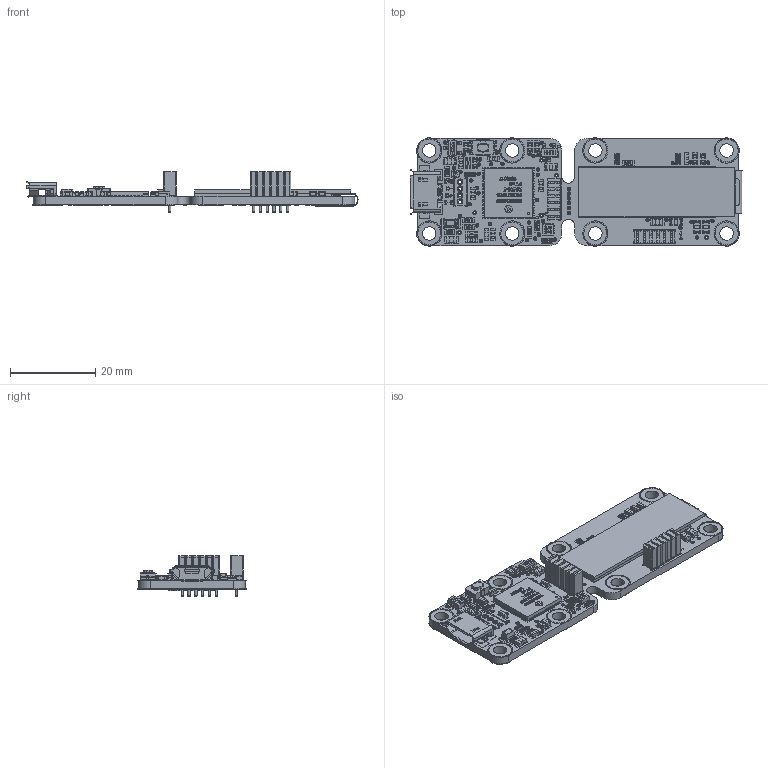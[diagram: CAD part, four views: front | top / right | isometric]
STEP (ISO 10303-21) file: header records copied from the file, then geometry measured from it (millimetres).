
FILE_DESCRIPTION(('FreeCAD Model'),'2;1');
FILE_NAME('Open CASCADE Shape Model','2025-04-30T10:53:24',('FreeCAD'),( 'FreeCAD'),'Open CASCADE STEP processor 7.6','FreeCAD','Unknown');
FILE_SCHEMA(('AUTOMOTIVE_DESIGN { 1 0 10303 214 1 1 1 1 }'));
Products named in the file (1): Open CASCADE STEP translator 7.6 1
Bounding box: 77.75 x 25.34 x 9.53 mm (x, y, z)
Volume: 4874 mm3; surface area: 9487.2 mm2
Topology: 65 solids, 65 shells, 6262 faces, 16140 edges, 10426 vertices
Faces by surface type: bspline 6262
Entity records: 199810 total; most frequent: CARTESIAN_POINT 103604, ORIENTED_EDGE 31944, EDGE_CURVE 15972, B_SPLINE_CURVE_WITH_KNOTS 12833, VERTEX_POINT 10426, FACE_BOUND 7028, EDGE_LOOP 7028, ADVANCED_FACE 6262
